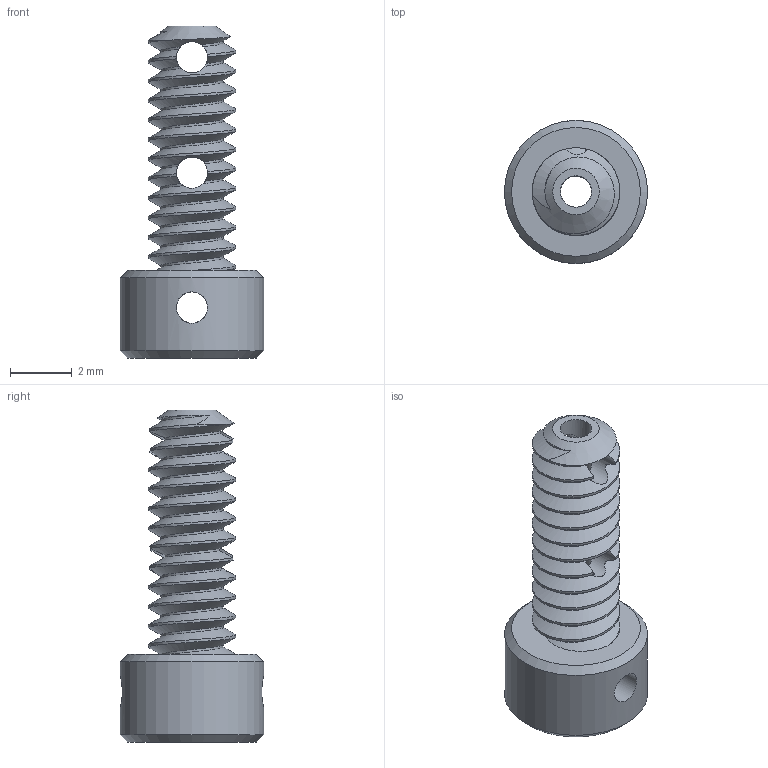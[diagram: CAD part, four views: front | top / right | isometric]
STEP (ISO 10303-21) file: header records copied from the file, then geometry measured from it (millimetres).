
FILE_DESCRIPTION(/* description */ (''),/* implementation_level */ '2;1');
FILE_NAME(/* name */ 'DPLX_P006_BRASS SOCKET HEAD CAP SCREW.stp',/* time_stamp */ '2018-07-31T12:27:48-07:00',/* author */ ('MJ'),/* organization */ (''),/* preprocessor_version */ 'ST-DEVELOPER v16.13',/* originating_system */ 'Autodesk Inventor 2018',/* authorisation */ '');
FILE_SCHEMA (('AUTOMOTIVE_DESIGN { 1 0 10303 214 3 1 1 }'));
Length unit declared in the file: inch
Products named in the file (1): DPLX_P006_BRASS SOCKET HEAD CAP SCREW
Bounding box: 4.65 x 4.65 x 10.78 mm (x, y, z)
Volume: 63.6 mm3; surface area: 220 mm2
Topology: 1 solids, 1 shells, 54 faces, 158 edges, 97 vertices
Faces by surface type: cylinder 24, plane 11, bspline 10, cone 9
Full cylindrical faces by diameter (mm): 1.016 x9, 4.648 x1
Entity records: 6259 total; most frequent: CARTESIAN_POINT 5087, ORIENTED_EDGE 272, DIRECTION 186, EDGE_CURVE 136, VERTEX_POINT 88, AXIS2_PLACEMENT_3D 85, EDGE_LOOP 72, FACE_OUTER_BOUND 54
